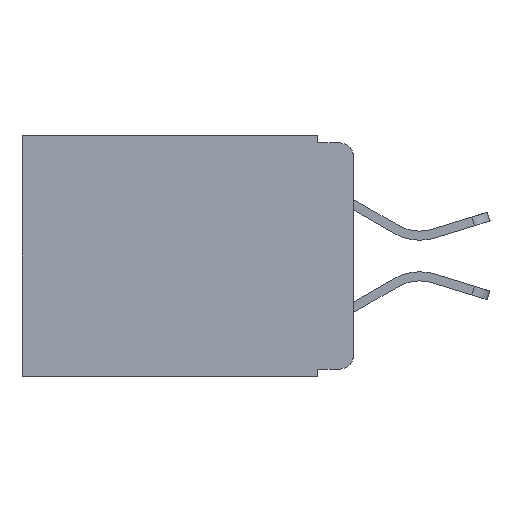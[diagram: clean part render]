
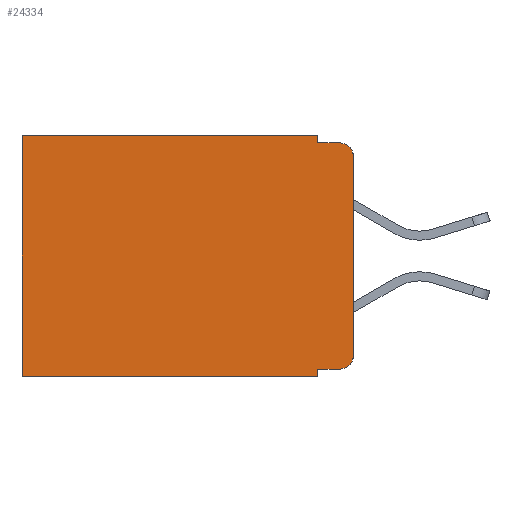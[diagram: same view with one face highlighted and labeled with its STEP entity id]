
A CAD part, left-side view. The second image highlights one B-rep face of the part: STEP entity #24334.
In plain terms, the highlighted planar face has unit normal (-1, 0, 0).
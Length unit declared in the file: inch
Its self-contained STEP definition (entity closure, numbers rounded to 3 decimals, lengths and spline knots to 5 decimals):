
#650 = LINE ( 'NONE', #10334, #15429 ) ;
#822 = VERTEX_POINT ( 'NONE', #11473 ) ;
#1257 = EDGE_CURVE ( 'NONE', #12933, #822, #16071, .T. ) ;
#2500 = ORIENTED_EDGE ( 'NONE', *, *, #18582, .T. ) ;
#3054 = CARTESIAN_POINT ( 'NONE',  ( 0.298, 0.051, 0. ) ) ;
#3328 = ORIENTED_EDGE ( 'NONE', *, *, #1257, .F. ) ;
#3683 = EDGE_CURVE ( 'NONE', #3904, #6182, #21783, .T. ) ;
#3904 = VERTEX_POINT ( 'NONE', #11666 ) ;
#4372 = ORIENTED_EDGE ( 'NONE', *, *, #21074, .F. ) ;
#4550 = CARTESIAN_POINT ( 'NONE',  ( 0.298, 0.473, 0. ) ) ;
#5119 = FACE_OUTER_BOUND ( 'NONE', #15415, .T. ) ;
#5184 = LINE ( 'NONE', #18390, #21004 ) ;
#6182 = VERTEX_POINT ( 'NONE', #9182 ) ;
#6197 = LINE ( 'NONE', #22047, #6891 ) ;
#6236 = VERTEX_POINT ( 'NONE', #10343 ) ;
#6555 = ORIENTED_EDGE ( 'NONE', *, *, #3683, .T. ) ;
#6796 = EDGE_CURVE ( 'NONE', #12933, #22336, #10267, .T. ) ;
#6838 = AXIS2_PLACEMENT_3D ( 'NONE', #18628, #20502, #16848 ) ;
#6891 = VECTOR ( 'NONE', #8335, 39.37008 ) ;
#6930 = DIRECTION ( 'NONE',  ( 0., 0., -1. ) ) ;
#8099 = EDGE_CURVE ( 'NONE', #23242, #3904, #23932, .T. ) ;
#8335 = DIRECTION ( 'NONE',  ( 0., 0., -1. ) ) ;
#8589 = DIRECTION ( 'NONE',  ( 0., -1., 0. ) ) ;
#9003 = DIRECTION ( 'NONE',  ( -1., 0., 0. ) ) ;
#9182 = CARTESIAN_POINT ( 'NONE',  ( 0.298, 0.473, -0.343 ) ) ;
#9217 = CARTESIAN_POINT ( 'NONE',  ( 0.298, 0.051, -0.333 ) ) ;
#10267 = CIRCLE ( 'NONE', #11060, 0.02 ) ;
#10334 = CARTESIAN_POINT ( 'NONE',  ( 0.298, 0.051, -0.333 ) ) ;
#10343 = CARTESIAN_POINT ( 'NONE',  ( 0.298, 0.051, -0.01 ) ) ;
#10665 = DIRECTION ( 'NONE',  ( 0., 0., -1. ) ) ;
#10925 = ORIENTED_EDGE ( 'NONE', *, *, #11830, .F. ) ;
#11060 = AXIS2_PLACEMENT_3D ( 'NONE', #14894, #9003, #14534 ) ;
#11473 = CARTESIAN_POINT ( 'NONE',  ( 0.298, 0., -0.313 ) ) ;
#11663 = VECTOR ( 'NONE', #10665, 39.37008 ) ;
#11666 = CARTESIAN_POINT ( 'NONE',  ( 0.298, 0.473, 0. ) ) ;
#11830 = EDGE_CURVE ( 'NONE', #19694, #6182, #20202, .T. ) ;
#12514 = CARTESIAN_POINT ( 'NONE',  ( 0.298, 0., -0.343 ) ) ;
#12664 = CARTESIAN_POINT ( 'NONE',  ( 0.298, 0., 0. ) ) ;
#12764 = PLANE ( 'NONE',  #23901 ) ;
#12933 = VERTEX_POINT ( 'NONE', #19089 ) ;
#13774 = VECTOR ( 'NONE', #6930, 39.37008 ) ;
#14083 = EDGE_CURVE ( 'NONE', #22631, #19694, #6197, .T. ) ;
#14207 = DIRECTION ( 'NONE',  ( 0., 1., 0. ) ) ;
#14534 = DIRECTION ( 'NONE',  ( 0., 0., -1. ) ) ;
#14862 = CARTESIAN_POINT ( 'NONE',  ( 0.298, 0.02, -0.01 ) ) ;
#14894 = CARTESIAN_POINT ( 'NONE',  ( 0.298, 0.02, -0.03 ) ) ;
#15063 = VECTOR ( 'NONE', #21732, 39.37008 ) ;
#15259 = VERTEX_POINT ( 'NONE', #19821 ) ;
#15350 = CARTESIAN_POINT ( 'NONE',  ( 0.298, 0.051, 0. ) ) ;
#15415 = EDGE_LOOP ( 'NONE', ( #3328, #18845, #4372, #16224, #18787, #6555, #10925, #19928, #21733, #2500 ) ) ;
#15429 = VECTOR ( 'NONE', #19289, 39.37008 ) ;
#15595 = LINE ( 'NONE', #15350, #15956 ) ;
#15956 = VECTOR ( 'NONE', #17477, 39.37008 ) ;
#15980 = EDGE_CURVE ( 'NONE', #23242, #6236, #15595, .T. ) ;
#16071 = LINE ( 'NONE', #12664, #11663 ) ;
#16224 = ORIENTED_EDGE ( 'NONE', *, *, #15980, .F. ) ;
#16679 = DIRECTION ( 'NONE',  ( 1., 0., 0. ) ) ;
#16848 = DIRECTION ( 'NONE',  ( 0., 0., -1. ) ) ;
#17477 = DIRECTION ( 'NONE',  ( 0., 0., -1. ) ) ;
#17867 = VECTOR ( 'NONE', #14207, 39.37008 ) ;
#18390 = CARTESIAN_POINT ( 'NONE',  ( 0.298, 0.051, -0.01 ) ) ;
#18582 = EDGE_CURVE ( 'NONE', #15259, #822, #22100, .T. ) ;
#18628 = CARTESIAN_POINT ( 'NONE',  ( 0.298, 0.02, -0.313 ) ) ;
#18787 = ORIENTED_EDGE ( 'NONE', *, *, #8099, .T. ) ;
#18845 = ORIENTED_EDGE ( 'NONE', *, *, #6796, .T. ) ;
#19089 = CARTESIAN_POINT ( 'NONE',  ( 0.298, 0., -0.03 ) ) ;
#19289 = DIRECTION ( 'NONE',  ( 0., -1., 0. ) ) ;
#19694 = VERTEX_POINT ( 'NONE', #20615 ) ;
#19821 = CARTESIAN_POINT ( 'NONE',  ( 0.298, 0.02, -0.333 ) ) ;
#19928 = ORIENTED_EDGE ( 'NONE', *, *, #14083, .F. ) ;
#20202 = LINE ( 'NONE', #12514, #15063 ) ;
#20446 = CARTESIAN_POINT ( 'NONE',  ( 0.298, 0., 0. ) ) ;
#20502 = DIRECTION ( 'NONE',  ( -1., 0., 0. ) ) ;
#20615 = CARTESIAN_POINT ( 'NONE',  ( 0.298, 0.051, -0.343 ) ) ;
#20826 = DIRECTION ( 'NONE',  ( 0., 0., -1. ) ) ;
#21004 = VECTOR ( 'NONE', #8589, 39.37008 ) ;
#21074 = EDGE_CURVE ( 'NONE', #6236, #22336, #5184, .T. ) ;
#21732 = DIRECTION ( 'NONE',  ( 0., 1., 0. ) ) ;
#21733 = ORIENTED_EDGE ( 'NONE', *, *, #24432, .T. ) ;
#21783 = LINE ( 'NONE', #4550, #13774 ) ;
#22047 = CARTESIAN_POINT ( 'NONE',  ( 0.298, 0.051, 0. ) ) ;
#22100 = CIRCLE ( 'NONE', #6838, 0.02 ) ;
#22336 = VERTEX_POINT ( 'NONE', #14862 ) ;
#22631 = VERTEX_POINT ( 'NONE', #9217 ) ;
#23242 = VERTEX_POINT ( 'NONE', #3054 ) ;
#23901 = AXIS2_PLACEMENT_3D ( 'NONE', #20446, #16679, #20826 ) ;
#23932 = LINE ( 'NONE', #24434, #17867 ) ;
#24334 = ADVANCED_FACE ( 'NONE', ( #5119 ), #12764, .F. ) ;
#24432 = EDGE_CURVE ( 'NONE', #22631, #15259, #650, .T. ) ;
#24434 = CARTESIAN_POINT ( 'NONE',  ( 0.298, 0., 0. ) ) ;
